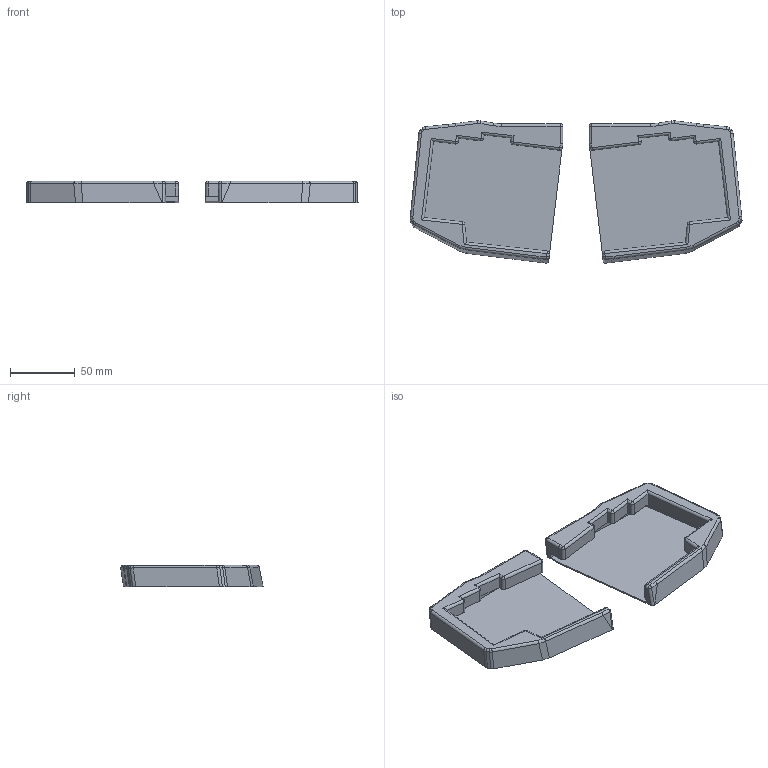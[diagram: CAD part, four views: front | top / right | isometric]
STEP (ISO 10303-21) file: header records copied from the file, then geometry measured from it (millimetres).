
FILE_DESCRIPTION(/* description */ (''),/* implementation_level */ '2;1');
FILE_NAME(/* name */ 'Claudia Shell MX Split.step',/* time_stamp */ '2024-01-12T23:41:53-05:00',/* author */ (''),/* organization */ (''),/* preprocessor_version */ 'ST-DEVELOPER v20',/* originating_system */ 'Autodesk Translation Framework v12.14.0.127',/* authorisation */ '');
FILE_SCHEMA (('AUTOMOTIVE_DESIGN { 1 0 10303 214 3 1 1 }'));
Length unit declared in the file: millimetre
Products named in the file (2): (Unsaved); Claudia Shell MX split v1
Assembly tree (1 placements, depth 2):
  (Unsaved)
    Claudia Shell MX split v1
Bounding box: 255.93 x 109.74 x 16.5 mm (x, y, z)
Volume: 110721.1 mm3; surface area: 67691.6 mm2
Topology: 4 solids, 4 shells, 328 faces, 834 edges, 528 vertices
Faces by surface type: plane 156, cylinder 118, bspline 32, sphere 16, cone 6
Full cylindrical faces by diameter (mm): 1.471 x22
Entity records: 10131 total; most frequent: CARTESIAN_POINT 2163, ORIENTED_EDGE 1656, DIRECTION 1600, EDGE_CURVE 828, LINE 558, VECTOR 558, VERTEX_POINT 528, AXIS2_PLACEMENT_3D 521
